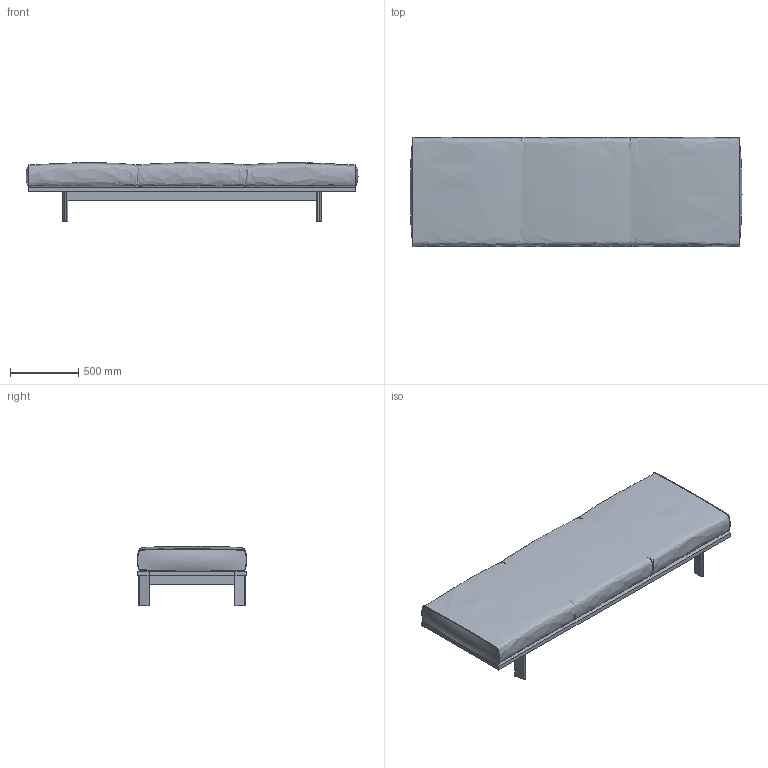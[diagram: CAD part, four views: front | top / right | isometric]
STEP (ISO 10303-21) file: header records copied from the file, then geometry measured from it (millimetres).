
FILE_DESCRIPTION(/* description */ (''),/* implementation_level */ '2;1');
FILE_NAME(/* name */ 'Rail_CB-493B_3D',/* time_stamp */ '2023-10-06T12:53:21+02:00',/* author */ (''),/* organization */ (''),/* preprocessor_version */ 'ST-DEVELOPER v16.5',/* originating_system */ 'Rhino 7.31',/* authorisation */ '');
FILE_SCHEMA (('AUTOMOTIVE_DESIGN'));
Length unit declared in the file: centimetre
Products named in the file (2): Document; Rail_CB-493B
Assembly tree (1 placements, depth 2):
  Document
    Rail_CB-493B
Bounding box: 2437.28 x 803.47 x 435.57 mm (x, y, z)
Volume: 48686202.7 mm3; surface area: 9446092.1 mm2
Topology: 34 solids, 37 shells, 205 faces, 417 edges, 278 vertices
Faces by surface type: plane 192, cylinder 8, bspline 5
Entity records: 21780 total; most frequent: CARTESIAN_POINT 18181, ORIENTED_EDGE 830, EDGE_CURVE 417, B_SPLINE_CURVE_WITH_KNOTS 397, VERTEX_POINT 278, DIRECTION 210, ADVANCED_FACE 205, FACE_OUTER_BOUND 205
